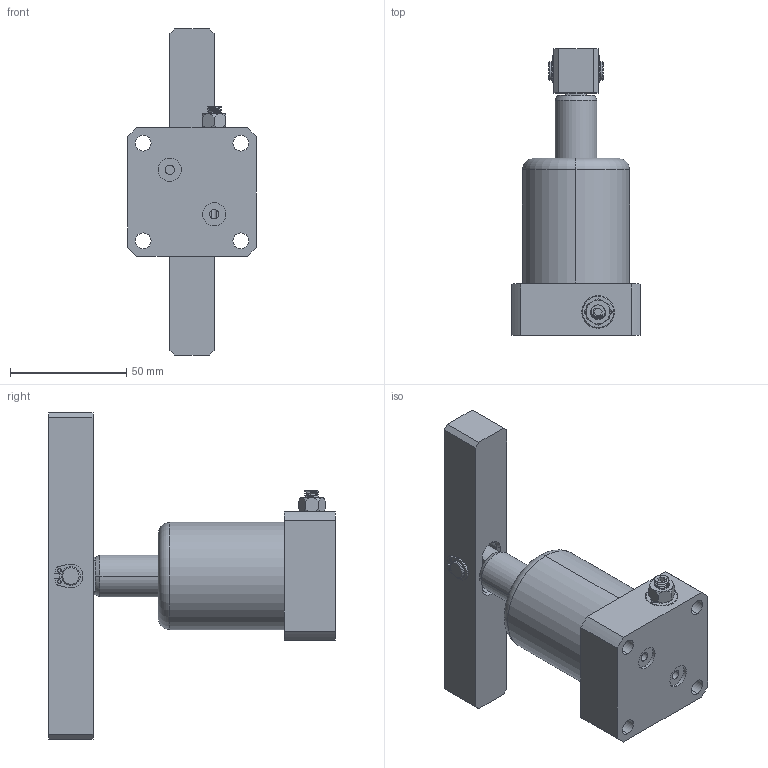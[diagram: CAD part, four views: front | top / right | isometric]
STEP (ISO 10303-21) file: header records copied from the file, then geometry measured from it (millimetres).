
FILE_DESCRIPTION (( 'STEP AP203' ), '1' );
FILE_NAME ('chs-mf25d_asm.STEP', '2019-04-17T08:02:10', ( '' ), ( '' ), 'SwSTEP 2.0', 'SolidWorks 2017', '' );
FILE_SCHEMA (( 'CONFIG_CONTROL_DESIGN' ));
Length unit declared in the file: millimetre
Products named in the file (9): CHS-MF25-TXF-02; CHS-MF25BT; CHS-25D-02_5; Xiao; chs-mf25d_asm; M6; CHS-TXF-01; 轴8挡圈; CHS-25D-01_5
Assembly tree (9 placements, depth 2):
  chs-mf25d_asm
    CHS-25D-02_5
    CHS-25D-01_5
    M6
    轴8挡圈  x2
    Xiao
    CHS-MF25BT
    CHS-TXF-01
    CHS-MF25-TXF-02
Bounding box: 55 x 123 x 140 mm (x, y, z)
Volume: 196739.1 mm3; surface area: 48151.2 mm2
Topology: 10 solids, 10 shells, 382 faces, 967 edges, 627 vertices
Faces by surface type: cylinder 200, plane 100, cone 48, bspline 32, torus 2
Entity records: 21569 total; most frequent: CARTESIAN_POINT 12476, ORIENTED_EDGE 1786, DIRECTION 1514, EDGE_CURVE 893, AXIS2_PLACEMENT_3D 593, VERTEX_POINT 583, EDGE_LOOP 414, ADVANCED_FACE 358
